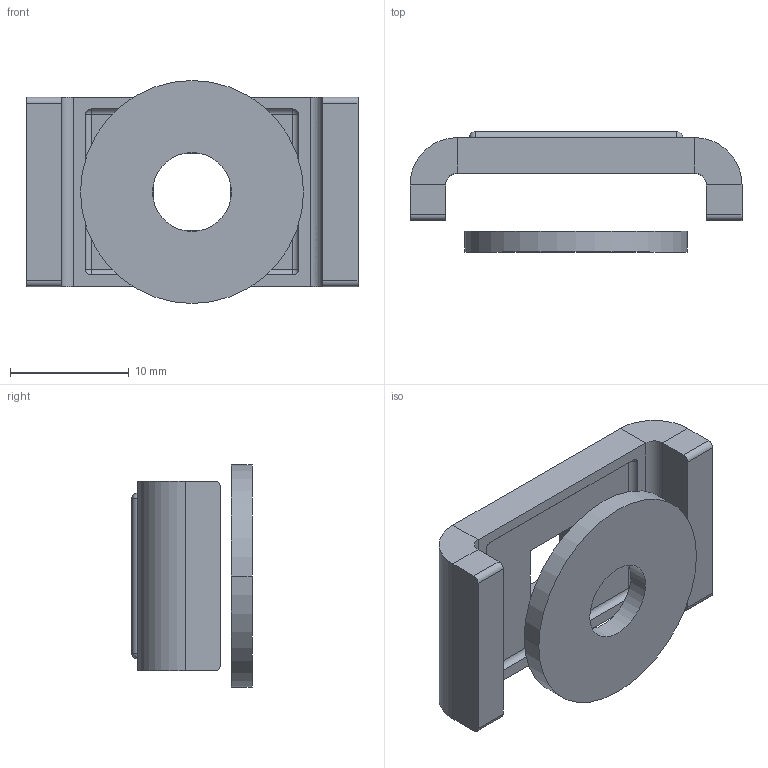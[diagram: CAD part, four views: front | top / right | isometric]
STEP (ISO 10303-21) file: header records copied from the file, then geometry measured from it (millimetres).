
FILE_DESCRIPTION((''),'2;1');
FILE_NAME('906901_ASM','2019-10-10T18:58:25',('tomasz.grudniewski'),(''),'CREO PARAMETRIC BY PTC INC, 2019080','CREO PARAMETRIC BY PTC INC, 2019080','');
FILE_SCHEMA(('CONFIG_CONTROL_DESIGN'));
Length unit declared in the file: millimetre
Products named in the file (3): UKWD; MPW0802; 906901_ASM
Assembly tree (2 placements, depth 2):
  906901_ASM
    UKWD
    MPW0802
Bounding box: 28 x 10.15 x 18.8 mm (x, y, z)
Volume: 1922.6 mm3; surface area: 2034.4 mm2
Topology: 2 solids, 2 shells, 54 faces, 120 edges, 72 vertices
Faces by surface type: plane 26, cylinder 20, sphere 8
Entity records: 1576 total; most frequent: DIRECTION 286, CARTESIAN_POINT 251, ORIENTED_EDGE 240, EDGE_CURVE 120, AXIS2_PLACEMENT_3D 107, VECTOR 72, LINE 72, VERTEX_POINT 72
